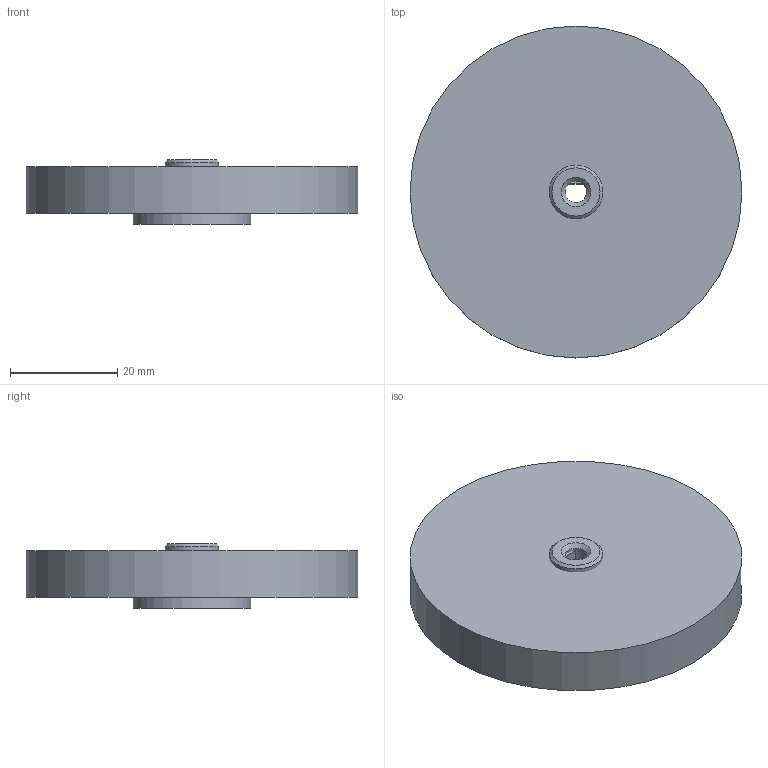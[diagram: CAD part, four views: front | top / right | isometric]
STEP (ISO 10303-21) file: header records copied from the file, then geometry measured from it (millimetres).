
FILE_DESCRIPTION(('STEP AP203'), '1');
FILE_NAME('wheel', '2024-09-09T21:50:25', ('Ivan'), (''), 'C3D Converter', 'C3D Toolkit', '');
FILE_SCHEMA(('CONFIG_CONTROL_DESIGN'));
Length unit declared in the file: millimetre
Products named in the file (3): 4mm Rigid Flange Coupling; 91390A097
Assembly tree (3 placements, depth 3):
  (unnamed)
    4mm Rigid Flange Coupling
      91390A097  x2
Bounding box: 62 x 62 x 12 mm (x, y, z)
Volume: 27489.4 mm3; surface area: 9285.9 mm2
Topology: 4 solids, 4 shells, 88 faces, 205 edges, 124 vertices
Faces by surface type: plane 32, cylinder 27, cone 22, bspline 6, torus 1
Full cylindrical faces by diameter (mm): 2.529 x2, 3 x4, 4 x1, 10 x1, 22 x1, 62 x1
Entity records: 11898 total; most frequent: CARTESIAN_POINT 10136, DIRECTION 220, ORIENTED_EDGE 212, EDGE_CURVE 106, AXIS2_PLACEMENT_3D 96, EDGE_LOOP 89, VERTEX_POINT 75, FACE_BOUND 64
